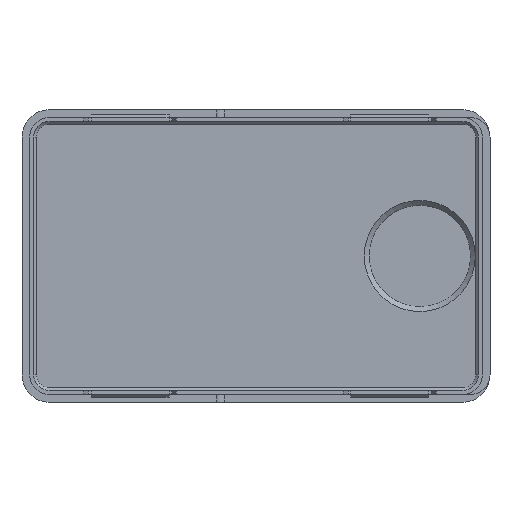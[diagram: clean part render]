
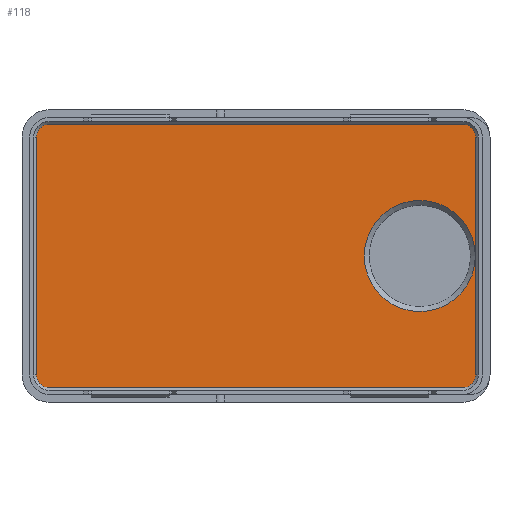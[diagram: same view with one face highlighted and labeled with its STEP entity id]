
A CAD part, top view. The second image highlights one B-rep face of the part: STEP entity #118.
In plain terms, the highlighted planar face has unit normal (0, 0, 1).
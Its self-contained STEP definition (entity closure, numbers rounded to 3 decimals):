
#44=FACE_BOUND('',#422,.T.);
#45=FACE_BOUND('',#423,.T.);
#118=ADVANCED_FACE('',(#44,#45),#209,.F.);
#209=PLANE('',#2239);
#422=EDGE_LOOP('',(#868,#869,#870,#871,#872,#873,#874,#875));
#423=EDGE_LOOP('',(#876));
#521=CIRCLE('',#2234,3.3);
#522=CIRCLE('',#2235,3.3);
#523=CIRCLE('',#2236,3.3);
#524=CIRCLE('',#2237,3.3);
#525=CIRCLE('',#2238,14.25);
#868=ORIENTED_EDGE('',*,*,#1543,.T.);
#869=ORIENTED_EDGE('',*,*,#1544,.T.);
#870=ORIENTED_EDGE('',*,*,#1545,.T.);
#871=ORIENTED_EDGE('',*,*,#1546,.T.);
#872=ORIENTED_EDGE('',*,*,#1547,.T.);
#873=ORIENTED_EDGE('',*,*,#1548,.T.);
#874=ORIENTED_EDGE('',*,*,#1549,.T.);
#875=ORIENTED_EDGE('',*,*,#1550,.T.);
#876=ORIENTED_EDGE('',*,*,#1551,.T.);
#1294=VERTEX_POINT('',#3308);
#1295=VERTEX_POINT('',#3309);
#1296=VERTEX_POINT('',#3311);
#1297=VERTEX_POINT('',#3313);
#1298=VERTEX_POINT('',#3315);
#1299=VERTEX_POINT('',#3317);
#1300=VERTEX_POINT('',#3319);
#1301=VERTEX_POINT('',#3321);
#1302=VERTEX_POINT('',#3324);
#1543=EDGE_CURVE('',#1294,#1295,#521,.T.);
#1544=EDGE_CURVE('',#1295,#1296,#1807,.T.);
#1545=EDGE_CURVE('',#1296,#1297,#522,.T.);
#1546=EDGE_CURVE('',#1297,#1298,#1808,.T.);
#1547=EDGE_CURVE('',#1298,#1299,#523,.T.);
#1548=EDGE_CURVE('',#1299,#1300,#1809,.T.);
#1549=EDGE_CURVE('',#1300,#1301,#524,.T.);
#1550=EDGE_CURVE('',#1301,#1294,#1810,.T.);
#1551=EDGE_CURVE('',#1302,#1302,#525,.T.);
#1807=LINE('',#3310,#2064);
#1808=LINE('',#3314,#2065);
#1809=LINE('',#3318,#2066);
#1810=LINE('',#3322,#2067);
#2064=VECTOR('',#2663,1.);
#2065=VECTOR('',#2666,1.);
#2066=VECTOR('',#2669,1.);
#2067=VECTOR('',#2672,1.);
#2234=AXIS2_PLACEMENT_3D('',#3307,#2661,#2662);
#2235=AXIS2_PLACEMENT_3D('',#3312,#2664,#2665);
#2236=AXIS2_PLACEMENT_3D('',#3316,#2667,#2668);
#2237=AXIS2_PLACEMENT_3D('',#3320,#2670,#2671);
#2238=AXIS2_PLACEMENT_3D('',#3323,#2673,#2674);
#2239=AXIS2_PLACEMENT_3D('',#3325,#2675,#2676);
#2661=DIRECTION('',(0.,0.,1.));
#2662=DIRECTION('',(-1.,0.,0.));
#2663=DIRECTION('',(0.,1.,0.));
#2664=DIRECTION('',(0.,0.,1.));
#2665=DIRECTION('',(-1.,0.,0.));
#2666=DIRECTION('',(-1.,0.,0.));
#2667=DIRECTION('',(0.,0.,1.));
#2668=DIRECTION('',(-1.,0.,0.));
#2669=DIRECTION('',(0.,-1.,0.));
#2670=DIRECTION('',(0.,0.,1.));
#2671=DIRECTION('',(-1.,0.,0.));
#2672=DIRECTION('',(1.,0.,0.));
#2673=DIRECTION('',(0.,0.,-1.));
#2674=DIRECTION('',(-1.,0.,0.));
#2675=DIRECTION('',(0.,0.,-1.));
#2676=DIRECTION('',(-1.,0.,0.));
#3307=CARTESIAN_POINT('',(53.,-30.5,3.));
#3308=CARTESIAN_POINT('',(53.,-33.8,3.));
#3309=CARTESIAN_POINT('',(56.3,-30.5,3.));
#3310=CARTESIAN_POINT('',(56.3,30.5,3.));
#3311=CARTESIAN_POINT('',(56.3,30.5,3.));
#3312=CARTESIAN_POINT('',(53.,30.5,3.));
#3313=CARTESIAN_POINT('',(53.,33.8,3.));
#3314=CARTESIAN_POINT('',(-53.,33.8,3.));
#3315=CARTESIAN_POINT('',(-53.,33.8,3.));
#3316=CARTESIAN_POINT('',(-53.,30.5,3.));
#3317=CARTESIAN_POINT('',(-56.3,30.5,3.));
#3318=CARTESIAN_POINT('',(-56.3,-30.5,3.));
#3319=CARTESIAN_POINT('',(-56.3,-30.5,3.));
#3320=CARTESIAN_POINT('',(-53.,-30.5,3.));
#3321=CARTESIAN_POINT('',(-53.,-33.8,3.));
#3322=CARTESIAN_POINT('',(53.,-33.8,3.));
#3323=CARTESIAN_POINT('',(42.,0.,3.));
#3324=CARTESIAN_POINT('',(27.75,0.,3.));
#3325=CARTESIAN_POINT('',(25.,-34.,3.));
